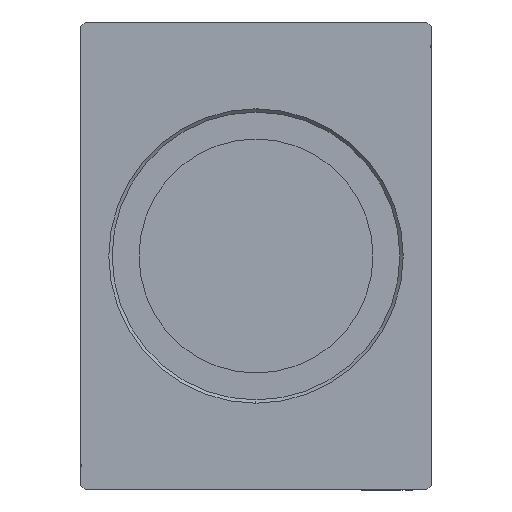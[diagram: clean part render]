
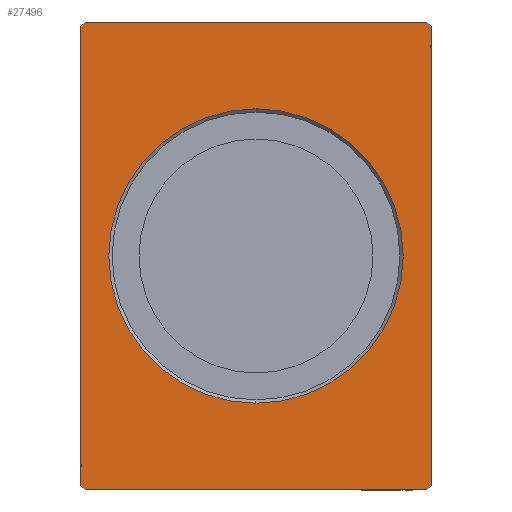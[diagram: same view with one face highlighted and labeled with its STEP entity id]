
A CAD part, left-side view. The second image highlights one B-rep face of the part: STEP entity #27496.
In plain terms, the highlighted planar face has unit normal (-1, 0, 0).
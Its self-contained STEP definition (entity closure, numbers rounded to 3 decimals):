
#118 = LINE ( 'NONE', #15466, #23184 ) ;
#314 = DIRECTION ( 'NONE',  ( 0., 1., 0. ) ) ;
#2316 = EDGE_CURVE ( 'NONE', #20830, #7750, #36041, .T. ) ;
#2522 = EDGE_CURVE ( 'NONE', #10824, #7045, #14740, .T. ) ;
#2981 = EDGE_LOOP ( 'NONE', ( #25194, #17814 ) ) ;
#6230 = LINE ( 'NONE', #28213, #12615 ) ;
#6242 = AXIS2_PLACEMENT_3D ( 'NONE', #21999, #40503, #37386 ) ;
#7045 = VERTEX_POINT ( 'NONE', #18025 ) ;
#7140 = AXIS2_PLACEMENT_3D ( 'NONE', #37330, #33818, #33603 ) ;
#7750 = VERTEX_POINT ( 'NONE', #8569 ) ;
#8509 = CARTESIAN_POINT ( 'NONE',  ( 0., 37.5, 49. ) ) ;
#8569 = CARTESIAN_POINT ( 'NONE',  ( 0., 0., 31.45 ) ) ;
#9194 = DIRECTION ( 'NONE',  ( 0., 0., -1. ) ) ;
#9726 = CARTESIAN_POINT ( 'NONE',  ( 0., 36.5, -50. ) ) ;
#10639 = VECTOR ( 'NONE', #25577, 1000. ) ;
#10824 = VERTEX_POINT ( 'NONE', #9726 ) ;
#11269 = EDGE_CURVE ( 'NONE', #30769, #21477, #20925, .T. ) ;
#11648 = DIRECTION ( 'NONE',  ( 0., 0.707, 0.707 ) ) ;
#12030 = CARTESIAN_POINT ( 'NONE',  ( 0., -36.5, -50. ) ) ;
#12378 = CARTESIAN_POINT ( 'NONE',  ( 0., -36.5, 50. ) ) ;
#12615 = VECTOR ( 'NONE', #15959, 1000. ) ;
#14740 = LINE ( 'NONE', #27386, #15514 ) ;
#14945 = FACE_BOUND ( 'NONE', #2981, .T. ) ;
#15390 = LINE ( 'NONE', #37171, #15683 ) ;
#15457 = VECTOR ( 'NONE', #9194, 1000. ) ;
#15466 = CARTESIAN_POINT ( 'NONE',  ( 0., -36.5, -50. ) ) ;
#15514 = VECTOR ( 'NONE', #11648, 1000. ) ;
#15683 = VECTOR ( 'NONE', #40689, 1000. ) ;
#15959 = DIRECTION ( 'NONE',  ( 0., 0., 1. ) ) ;
#16023 = EDGE_CURVE ( 'NONE', #29801, #30769, #15390, .T. ) ;
#16540 = DIRECTION ( 'NONE',  ( 1., 0., 0. ) ) ;
#16931 = ORIENTED_EDGE ( 'NONE', *, *, #34604, .F. ) ;
#17625 = DIRECTION ( 'NONE',  ( 0., -1., 0. ) ) ;
#17814 = ORIENTED_EDGE ( 'NONE', *, *, #2316, .T. ) ;
#18025 = CARTESIAN_POINT ( 'NONE',  ( 0., 37.5, -49. ) ) ;
#18185 = ORIENTED_EDGE ( 'NONE', *, *, #16023, .F. ) ;
#18244 = PLANE ( 'NONE',  #7140 ) ;
#19291 = VERTEX_POINT ( 'NONE', #28566 ) ;
#20359 = ORIENTED_EDGE ( 'NONE', *, *, #2522, .F. ) ;
#20830 = VERTEX_POINT ( 'NONE', #30802 ) ;
#20925 = LINE ( 'NONE', #30071, #23497 ) ;
#21477 = VERTEX_POINT ( 'NONE', #39975 ) ;
#21820 = CARTESIAN_POINT ( 'NONE',  ( 0., -37.5, 49. ) ) ;
#21999 = CARTESIAN_POINT ( 'NONE',  ( 0., 0., 0. ) ) ;
#22746 = DIRECTION ( 'NONE',  ( 0., 0., -1. ) ) ;
#23184 = VECTOR ( 'NONE', #314, 1000. ) ;
#23328 = EDGE_CURVE ( 'NONE', #7750, #20830, #23781, .T. ) ;
#23497 = VECTOR ( 'NONE', #17625, 1000. ) ;
#23781 = CIRCLE ( 'NONE', #39700, 31.45 ) ;
#24391 = CARTESIAN_POINT ( 'NONE',  ( 0., 36.5, 50. ) ) ;
#24526 = LINE ( 'NONE', #24722, #15457 ) ;
#24707 = ORIENTED_EDGE ( 'NONE', *, *, #11269, .F. ) ;
#24722 = CARTESIAN_POINT ( 'NONE',  ( 0., -37.5, 49. ) ) ;
#24891 = DIRECTION ( 'NONE',  ( 0., 0.707, -0.707 ) ) ;
#25194 = ORIENTED_EDGE ( 'NONE', *, *, #23328, .T. ) ;
#25577 = DIRECTION ( 'NONE',  ( 0., -0.707, -0.707 ) ) ;
#25864 = CARTESIAN_POINT ( 'NONE',  ( 0., 0., 0. ) ) ;
#27219 = EDGE_CURVE ( 'NONE', #34451, #19291, #24526, .T. ) ;
#27386 = CARTESIAN_POINT ( 'NONE',  ( 0., 36.5, -50. ) ) ;
#27496 = ADVANCED_FACE ( 'NONE', ( #14945, #34419 ), #18244, .F. ) ;
#28011 = LINE ( 'NONE', #31520, #34448 ) ;
#28213 = CARTESIAN_POINT ( 'NONE',  ( 0., 37.5, -49. ) ) ;
#28566 = CARTESIAN_POINT ( 'NONE',  ( 0., -37.5, -49. ) ) ;
#28913 = EDGE_LOOP ( 'NONE', ( #18185, #16931, #20359, #32781, #32742, #35771, #38392, #24707 ) ) ;
#29801 = VERTEX_POINT ( 'NONE', #8509 ) ;
#30071 = CARTESIAN_POINT ( 'NONE',  ( 0., 36.5, 50. ) ) ;
#30769 = VERTEX_POINT ( 'NONE', #24391 ) ;
#30802 = CARTESIAN_POINT ( 'NONE',  ( 0., 0., -31.45 ) ) ;
#31520 = CARTESIAN_POINT ( 'NONE',  ( 0., -37.5, -49. ) ) ;
#32742 = ORIENTED_EDGE ( 'NONE', *, *, #34641, .F. ) ;
#32781 = ORIENTED_EDGE ( 'NONE', *, *, #36190, .F. ) ;
#33603 = DIRECTION ( 'NONE',  ( 0., 0., -1. ) ) ;
#33818 = DIRECTION ( 'NONE',  ( 1., 0., 0. ) ) ;
#33855 = VERTEX_POINT ( 'NONE', #12030 ) ;
#34419 = FACE_OUTER_BOUND ( 'NONE', #28913, .T. ) ;
#34448 = VECTOR ( 'NONE', #24891, 1000. ) ;
#34451 = VERTEX_POINT ( 'NONE', #21820 ) ;
#34604 = EDGE_CURVE ( 'NONE', #7045, #29801, #6230, .T. ) ;
#34641 = EDGE_CURVE ( 'NONE', #19291, #33855, #28011, .T. ) ;
#35771 = ORIENTED_EDGE ( 'NONE', *, *, #27219, .F. ) ;
#36041 = CIRCLE ( 'NONE', #6242, 31.45 ) ;
#36190 = EDGE_CURVE ( 'NONE', #33855, #10824, #118, .T. ) ;
#36231 = EDGE_CURVE ( 'NONE', #21477, #34451, #38046, .T. ) ;
#37171 = CARTESIAN_POINT ( 'NONE',  ( 0., 37.5, 49. ) ) ;
#37330 = CARTESIAN_POINT ( 'NONE',  ( 0., 0., 0. ) ) ;
#37386 = DIRECTION ( 'NONE',  ( 0., 0., -1. ) ) ;
#38046 = LINE ( 'NONE', #12378, #10639 ) ;
#38392 = ORIENTED_EDGE ( 'NONE', *, *, #36231, .F. ) ;
#39700 = AXIS2_PLACEMENT_3D ( 'NONE', #25864, #16540, #22746 ) ;
#39975 = CARTESIAN_POINT ( 'NONE',  ( 0., -36.5, 50. ) ) ;
#40503 = DIRECTION ( 'NONE',  ( 1., 0., 0. ) ) ;
#40689 = DIRECTION ( 'NONE',  ( 0., -0.707, 0.707 ) ) ;
